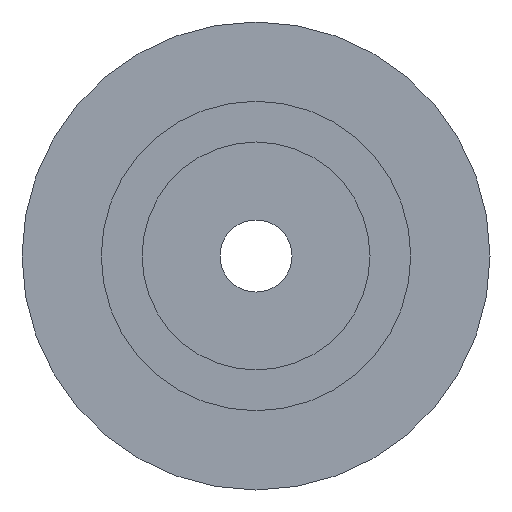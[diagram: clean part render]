
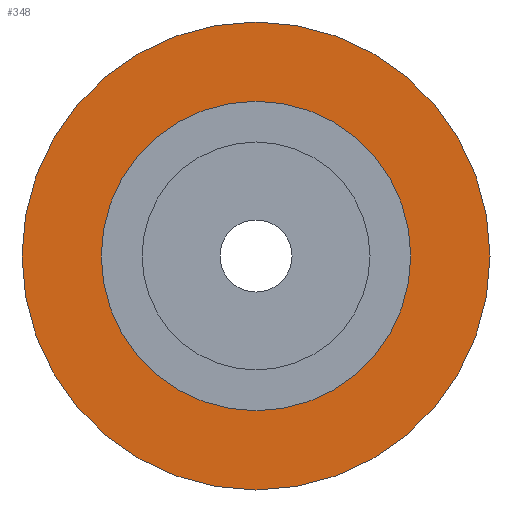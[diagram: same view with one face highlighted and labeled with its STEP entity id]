
A CAD part, front view. The second image highlights one B-rep face of the part: STEP entity #348.
In plain terms, the highlighted planar face has unit normal (0, -1, 0).
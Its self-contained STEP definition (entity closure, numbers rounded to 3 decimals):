
#147=PLANE('',#322);
#161=ORIENTED_EDGE('',*,*,#205,.T.);
#162=ORIENTED_EDGE('',*,*,#204,.F.);
#180=CIRCLE('',#321,12.9);
#181=CIRCLE('',#323,19.5);
#192=VERTEX_POINT('',#374);
#193=VERTEX_POINT('',#377);
#204=EDGE_CURVE('',#192,#192,#180,.T.);
#205=EDGE_CURVE('',#193,#193,#181,.T.);
#221=EDGE_LOOP('',(#161));
#222=EDGE_LOOP('',(#162));
#245=FACE_BOUND('',#221,.T.);
#246=FACE_BOUND('',#222,.T.);
#279=DIRECTION('',(0.,-1.,0.));
#280=DIRECTION('',(12.9,0.,0.));
#281=DIRECTION('',(0.,-1.,0.));
#282=DIRECTION('',(-1.,0.,0.));
#283=DIRECTION('',(0.,-1.,0.));
#284=DIRECTION('',(19.5,0.,0.));
#321=AXIS2_PLACEMENT_3D('',#375,#279,#280);
#322=AXIS2_PLACEMENT_3D('',#376,#281,#282);
#323=AXIS2_PLACEMENT_3D('',#378,#283,#284);
#348=ADVANCED_FACE('',(#245,#246),#147,.T.);
#374=CARTESIAN_POINT('',(12.9,4.,0.));
#375=CARTESIAN_POINT('',(0.,4.,0.));
#376=CARTESIAN_POINT('',(12.9,4.,0.));
#377=CARTESIAN_POINT('',(19.5,4.,0.));
#378=CARTESIAN_POINT('',(0.,4.,0.));
